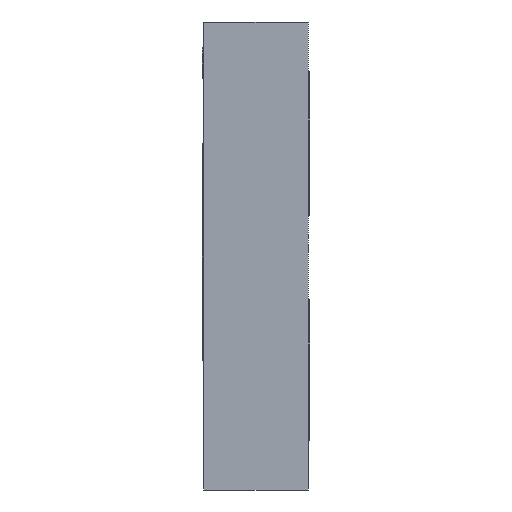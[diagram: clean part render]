
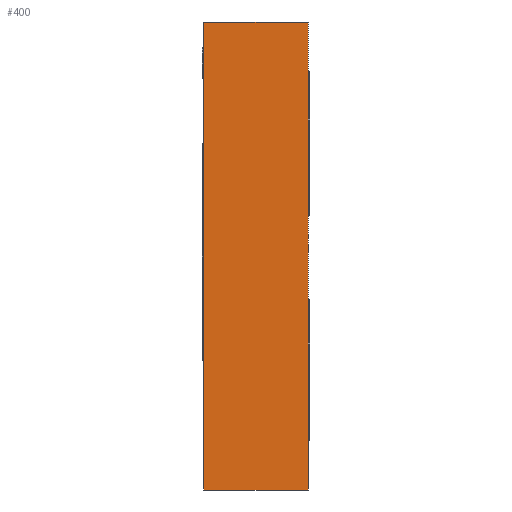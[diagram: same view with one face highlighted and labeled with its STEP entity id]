
A CAD part, left-side view. The second image highlights one B-rep face of the part: STEP entity #400.
In plain terms, the highlighted planar face has unit normal (-1, 0, 0).
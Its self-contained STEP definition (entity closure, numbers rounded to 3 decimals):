
#155 = DIRECTION ( 'NONE',  ( 0., -1., 0. ) ) ;
#340 = AXIS2_PLACEMENT_3D ( 'NONE', #4545, #1768, #1841 ) ;
#400 = ADVANCED_FACE ( 'NONE', ( #6764 ), #2421, .T. ) ;
#443 = EDGE_CURVE ( 'NONE', #5664, #4197, #625, .T. ) ;
#512 = CARTESIAN_POINT ( 'NONE',  ( 0., 0., 0. ) ) ;
#625 = LINE ( 'NONE', #6870, #4752 ) ;
#1427 = CARTESIAN_POINT ( 'NONE',  ( 0., 0.896, 0. ) ) ;
#1768 = DIRECTION ( 'NONE',  ( -1., 0., 0. ) ) ;
#1841 = DIRECTION ( 'NONE',  ( 0., 0., 1. ) ) ;
#2169 = DIRECTION ( 'NONE',  ( 0., 0., -1. ) ) ;
#2421 = PLANE ( 'NONE',  #340 ) ;
#2429 = VECTOR ( 'NONE', #3632, 1000. ) ;
#2609 = LINE ( 'NONE', #512, #5025 ) ;
#2810 = CARTESIAN_POINT ( 'NONE',  ( 0., 0.896, 0. ) ) ;
#3030 = VERTEX_POINT ( 'NONE', #2810 ) ;
#3521 = CARTESIAN_POINT ( 'NONE',  ( 0., 0.896, -4. ) ) ;
#3632 = DIRECTION ( 'NONE',  ( 0., -1., 0. ) ) ;
#3658 = EDGE_CURVE ( 'NONE', #3030, #5866, #6991, .T. ) ;
#3778 = DIRECTION ( 'NONE',  ( 0., 0., -1. ) ) ;
#4018 = ORIENTED_EDGE ( 'NONE', *, *, #4838, .F. ) ;
#4197 = VERTEX_POINT ( 'NONE', #5173 ) ;
#4325 = VECTOR ( 'NONE', #3778, 1000. ) ;
#4334 = CARTESIAN_POINT ( 'NONE',  ( 0., 0.896, 0. ) ) ;
#4545 = CARTESIAN_POINT ( 'NONE',  ( 0., 0.896, 0. ) ) ;
#4641 = CARTESIAN_POINT ( 'NONE',  ( 0., 0., 0. ) ) ;
#4685 = ORIENTED_EDGE ( 'NONE', *, *, #6304, .T. ) ;
#4752 = VECTOR ( 'NONE', #155, 1000. ) ;
#4838 = EDGE_CURVE ( 'NONE', #5866, #4197, #2609, .T. ) ;
#5025 = VECTOR ( 'NONE', #2169, 1000. ) ;
#5173 = CARTESIAN_POINT ( 'NONE',  ( 0., 0., -4. ) ) ;
#5408 = EDGE_LOOP ( 'NONE', ( #4018, #6629, #4685, #6031 ) ) ;
#5664 = VERTEX_POINT ( 'NONE', #3521 ) ;
#5866 = VERTEX_POINT ( 'NONE', #4641 ) ;
#6031 = ORIENTED_EDGE ( 'NONE', *, *, #443, .T. ) ;
#6304 = EDGE_CURVE ( 'NONE', #3030, #5664, #7134, .T. ) ;
#6629 = ORIENTED_EDGE ( 'NONE', *, *, #3658, .F. ) ;
#6764 = FACE_OUTER_BOUND ( 'NONE', #5408, .T. ) ;
#6870 = CARTESIAN_POINT ( 'NONE',  ( 0., 0.896, -4. ) ) ;
#6991 = LINE ( 'NONE', #1427, #2429 ) ;
#7134 = LINE ( 'NONE', #4334, #4325 ) ;
